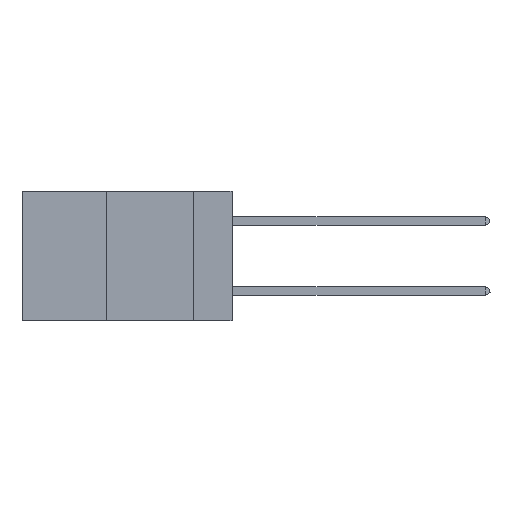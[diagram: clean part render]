
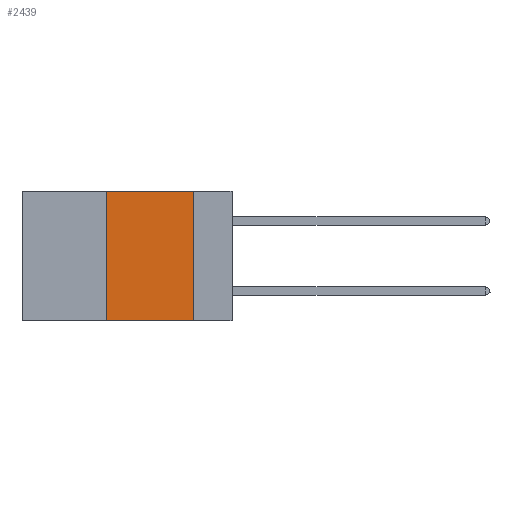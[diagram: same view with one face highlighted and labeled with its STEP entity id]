
A CAD part, left-side view. The second image highlights one B-rep face of the part: STEP entity #2439.
In plain terms, the highlighted planar face has unit normal (-1, 0, 0).
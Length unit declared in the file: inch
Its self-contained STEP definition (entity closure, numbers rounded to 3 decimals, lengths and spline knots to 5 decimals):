
#487 = CARTESIAN_POINT ( 'NONE',  ( 0., 0.11, 0. ) ) ;
#1803 = CARTESIAN_POINT ( 'NONE',  ( 0., 0.6, 0. ) ) ;
#2371 = LINE ( 'NONE', #487, #12238 ) ;
#2439 = ADVANCED_FACE ( 'NONE', ( #2548 ), #17708, .F. ) ;
#2548 = FACE_OUTER_BOUND ( 'NONE', #14367, .T. ) ;
#2695 = VECTOR ( 'NONE', #24168, 39.37008 ) ;
#4768 = CARTESIAN_POINT ( 'NONE',  ( 0., 0.36, 0. ) ) ;
#5820 = ORIENTED_EDGE ( 'NONE', *, *, #20953, .F. ) ;
#5829 = DIRECTION ( 'NONE',  ( 0., -1., 0. ) ) ;
#5884 = DIRECTION ( 'NONE',  ( 0., 0., -1. ) ) ;
#8932 = VERTEX_POINT ( 'NONE', #16845 ) ;
#10153 = CARTESIAN_POINT ( 'NONE',  ( 0., 0.36, 0. ) ) ;
#11176 = CARTESIAN_POINT ( 'NONE',  ( 0., 0.11, 0. ) ) ;
#12238 = VECTOR ( 'NONE', #26453, 39.37008 ) ;
#14189 = DIRECTION ( 'NONE',  ( 0., -1., 0. ) ) ;
#14367 = EDGE_LOOP ( 'NONE', ( #5820, #21093, #26424, #21973 ) ) ;
#16845 = CARTESIAN_POINT ( 'NONE',  ( 0., 0.36, -0.37 ) ) ;
#16986 = VERTEX_POINT ( 'NONE', #19224 ) ;
#17546 = CARTESIAN_POINT ( 'NONE',  ( 0., 0.6, -0.37 ) ) ;
#17708 = PLANE ( 'NONE',  #27423 ) ;
#18137 = LINE ( 'NONE', #1803, #23671 ) ;
#18910 = EDGE_CURVE ( 'NONE', #28110, #21359, #18137, .T. ) ;
#19224 = CARTESIAN_POINT ( 'NONE',  ( 0., 0.11, -0.37 ) ) ;
#19960 = CARTESIAN_POINT ( 'NONE',  ( 0., 0.6, 0. ) ) ;
#20551 = LINE ( 'NONE', #17546, #24962 ) ;
#20740 = LINE ( 'NONE', #10153, #2695 ) ;
#20953 = EDGE_CURVE ( 'NONE', #21359, #16986, #2371, .T. ) ;
#21093 = ORIENTED_EDGE ( 'NONE', *, *, #18910, .F. ) ;
#21359 = VERTEX_POINT ( 'NONE', #11176 ) ;
#21973 = ORIENTED_EDGE ( 'NONE', *, *, #25001, .T. ) ;
#22179 = EDGE_CURVE ( 'NONE', #8932, #28110, #20740, .T. ) ;
#22658 = DIRECTION ( 'NONE',  ( 1., 0., 0. ) ) ;
#23671 = VECTOR ( 'NONE', #14189, 39.37008 ) ;
#24168 = DIRECTION ( 'NONE',  ( 0., 0., 1. ) ) ;
#24962 = VECTOR ( 'NONE', #5829, 39.37008 ) ;
#25001 = EDGE_CURVE ( 'NONE', #8932, #16986, #20551, .T. ) ;
#26424 = ORIENTED_EDGE ( 'NONE', *, *, #22179, .F. ) ;
#26453 = DIRECTION ( 'NONE',  ( 0., 0., -1. ) ) ;
#27423 = AXIS2_PLACEMENT_3D ( 'NONE', #19960, #22658, #5884 ) ;
#28110 = VERTEX_POINT ( 'NONE', #4768 ) ;
